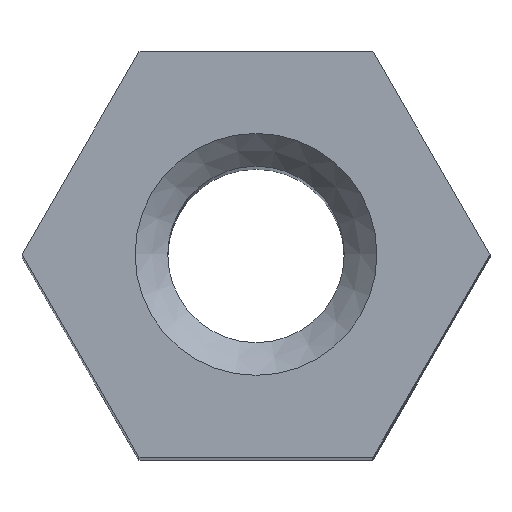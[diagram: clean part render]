
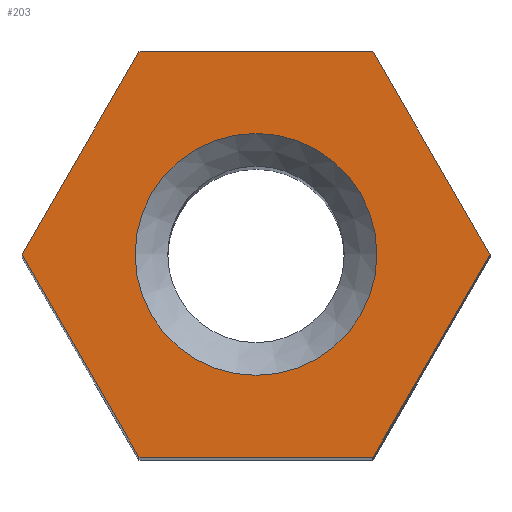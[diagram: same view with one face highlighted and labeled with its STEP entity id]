
A CAD part, top view. The second image highlights one B-rep face of the part: STEP entity #203.
In plain terms, the highlighted planar face has unit normal (0, 0, 1).
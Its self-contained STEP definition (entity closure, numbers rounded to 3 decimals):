
#15=FACE_BOUND('',#47,.T.);
#23=PLANE('',#233);
#35=FACE_OUTER_BOUND('',#46,.T.);
#46=EDGE_LOOP('',(#178,#179,#180,#181,#182,#183));
#47=EDGE_LOOP('',(#184));
#55=LINE('',#314,#76);
#59=LINE('',#321,#80);
#62=LINE('',#327,#83);
#65=LINE('',#333,#86);
#68=LINE('',#339,#89);
#70=LINE('',#342,#91);
#76=VECTOR('',#260,1000.);
#80=VECTOR('',#266,1000.);
#83=VECTOR('',#271,1000.);
#86=VECTOR('',#276,1000.);
#89=VECTOR('',#281,1000.);
#91=VECTOR('',#285,1000.);
#96=CIRCLE('',#225,1.85);
#101=VERTEX_POINT('',#302);
#104=VERTEX_POINT('',#311);
#105=VERTEX_POINT('',#313);
#107=VERTEX_POINT('',#319);
#109=VERTEX_POINT('',#325);
#111=VERTEX_POINT('',#331);
#113=VERTEX_POINT('',#337);
#120=EDGE_CURVE('',#101,#101,#96,.T.);
#124=EDGE_CURVE('',#104,#105,#55,.T.);
#128=EDGE_CURVE('',#107,#104,#59,.T.);
#131=EDGE_CURVE('',#109,#107,#62,.T.);
#134=EDGE_CURVE('',#111,#109,#65,.T.);
#137=EDGE_CURVE('',#113,#111,#68,.T.);
#139=EDGE_CURVE('',#105,#113,#70,.T.);
#178=ORIENTED_EDGE('',*,*,#124,.F.);
#179=ORIENTED_EDGE('',*,*,#128,.F.);
#180=ORIENTED_EDGE('',*,*,#131,.F.);
#181=ORIENTED_EDGE('',*,*,#134,.F.);
#182=ORIENTED_EDGE('',*,*,#137,.F.);
#183=ORIENTED_EDGE('',*,*,#139,.F.);
#184=ORIENTED_EDGE('',*,*,#120,.T.);
#203=ADVANCED_FACE('',(#35,#15),#23,.F.);
#225=AXIS2_PLACEMENT_3D('',#304,#251,#252);
#233=AXIS2_PLACEMENT_3D('',#343,#286,#287);
#251=DIRECTION('center_axis',(0.,0.,-1.));
#252=DIRECTION('ref_axis',(-1.,0.,0.));
#260=DIRECTION('',(0.5,-0.866,0.));
#266=DIRECTION('',(1.,0.,0.));
#271=DIRECTION('',(0.5,0.866,0.));
#276=DIRECTION('',(-0.5,0.866,0.));
#281=DIRECTION('',(-1.,0.,0.));
#285=DIRECTION('',(-0.5,-0.866,0.));
#286=DIRECTION('center_axis',(0.,0.,-1.));
#287=DIRECTION('ref_axis',(-1.,0.,0.));
#302=CARTESIAN_POINT('',(-29.887,-8.015,32.24));
#304=CARTESIAN_POINT('Origin',(-28.037,-8.015,32.24));
#311=CARTESIAN_POINT('',(-26.247,-4.915,32.24));
#313=CARTESIAN_POINT('',(-24.457,-8.015,32.24));
#314=CARTESIAN_POINT('',(-26.247,-4.915,32.24));
#319=CARTESIAN_POINT('',(-29.826,-4.915,32.24));
#321=CARTESIAN_POINT('',(-29.826,-4.915,32.24));
#325=CARTESIAN_POINT('',(-31.616,-8.015,32.24));
#327=CARTESIAN_POINT('',(-31.616,-8.015,32.24));
#331=CARTESIAN_POINT('',(-29.826,-11.115,32.24));
#333=CARTESIAN_POINT('',(-29.826,-11.115,32.24));
#337=CARTESIAN_POINT('',(-26.247,-11.115,32.24));
#339=CARTESIAN_POINT('',(-26.247,-11.115,32.24));
#342=CARTESIAN_POINT('',(-24.457,-8.015,32.24));
#343=CARTESIAN_POINT('Origin',(0.,0.,32.24));
